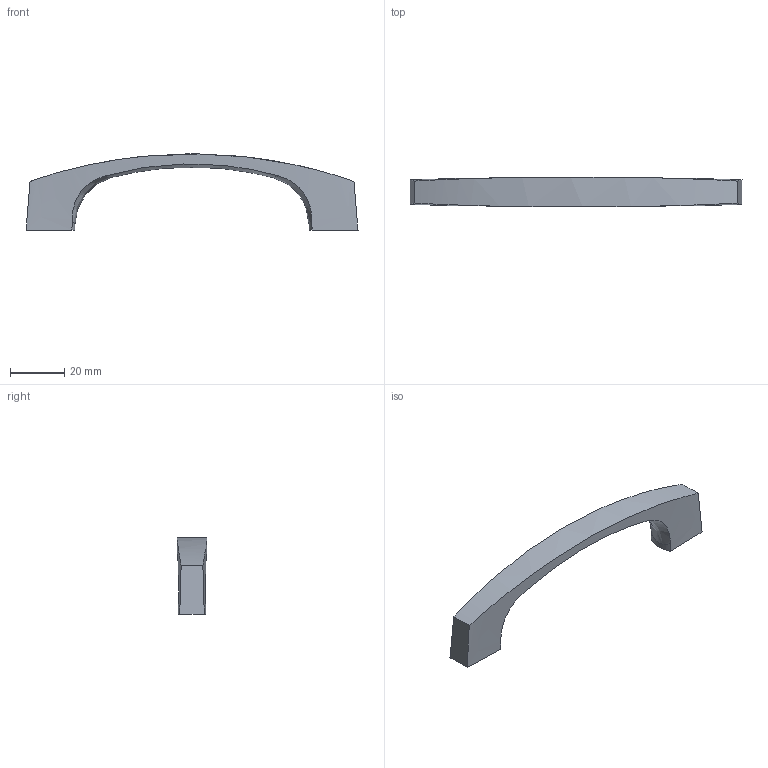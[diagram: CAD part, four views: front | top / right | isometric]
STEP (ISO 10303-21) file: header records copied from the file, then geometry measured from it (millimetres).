
FILE_DESCRIPTION((''),'2;1');
FILE_NAME('','2005-10-12T11:22:57',(''),(''),'','CADfix','');
FILE_SCHEMA(('AUTOMOTIVE_DESIGN'));
Length unit declared in the file: millimetre
Products named in the file (1): pull
Bounding box: 122 x 11 x 27.99 mm (x, y, z)
Volume: 11391.3 mm3; surface area: 5714.3 mm2
Topology: 1 solids, 1 shells, 18 faces, 50 edges, 36 vertices
Faces by surface type: bspline 18
Entity records: 1322 total; most frequent: CARTESIAN_POINT 1016, ORIENTED_EDGE 100, EDGE_CURVE 50, VERTEX_POINT 36, EDGE_LOOP 20, B_SPLINE_CURVE_WITH_KNOTS 20, FACE_OUTER_BOUND 18, ADVANCED_FACE 18
